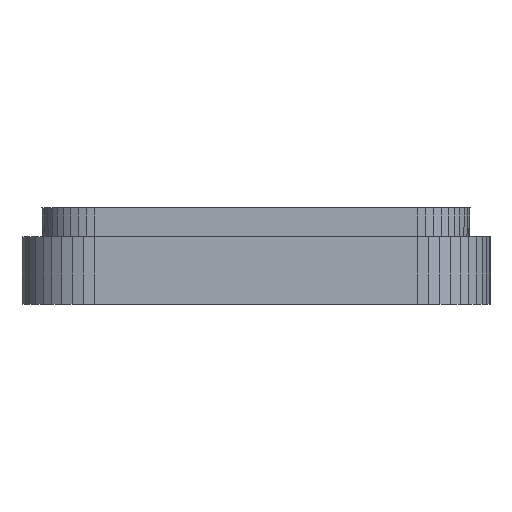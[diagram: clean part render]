
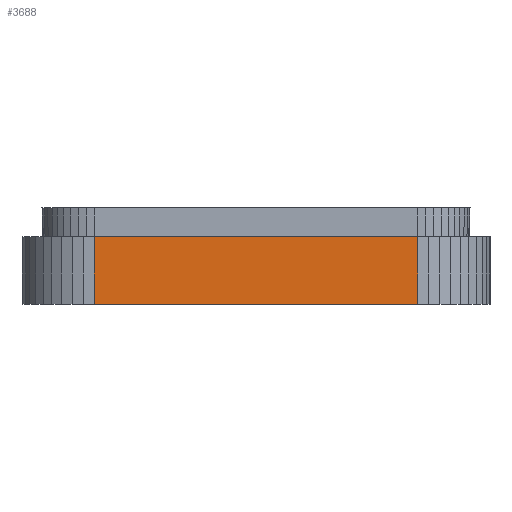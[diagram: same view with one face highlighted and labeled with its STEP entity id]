
A CAD part, left-side view. The second image highlights one B-rep face of the part: STEP entity #3688.
In plain terms, the highlighted planar face has unit normal (-1, 0, 0).
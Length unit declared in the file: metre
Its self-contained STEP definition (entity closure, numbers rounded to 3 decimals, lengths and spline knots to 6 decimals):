
#256=ORIENTED_EDGE('',*,*,#1171,.F.);
#257=ORIENTED_EDGE('',*,*,#1261,.F.);
#258=ORIENTED_EDGE('',*,*,#1262,.T.);
#259=ORIENTED_EDGE('',*,*,#1263,.T.);
#1171=EDGE_CURVE('',#1710,#1711,#2052,.T.);
#1261=EDGE_CURVE('',#1763,#1710,#2142,.T.);
#1262=EDGE_CURVE('',#1763,#1764,#2143,.T.);
#1263=EDGE_CURVE('',#1764,#1711,#2144,.T.);
#1710=VERTEX_POINT('',#5169);
#1711=VERTEX_POINT('',#5171);
#1763=VERTEX_POINT('',#5348);
#1764=VERTEX_POINT('',#5352);
#2052=LINE('',#5170,#2591);
#2142=LINE('',#5349,#2681);
#2143=LINE('',#5351,#2682);
#2144=LINE('',#5353,#2683);
#2591=VECTOR('',#4149,1.);
#2681=VECTOR('',#4311,1.);
#2682=VECTOR('',#4314,1.);
#2683=VECTOR('',#4315,1.);
#3086=EDGE_LOOP('',(#256,#257,#258,#259));
#3287=FACE_BOUND('',#3086,.T.);
#3488=PLANE('',#3901);
#3688=ADVANCED_FACE('',(#3287),#3488,.T.);
#3901=AXIS2_PLACEMENT_3D('',#5350,#4312,#4313);
#4149=DIRECTION('',(0.,-1.,0.));
#4311=DIRECTION('',(0.,0.,1.));
#4312=DIRECTION('',(-1.,0.,0.));
#4313=DIRECTION('',(0.,0.,1.));
#4314=DIRECTION('',(0.,-1.,0.));
#4315=DIRECTION('',(0.,0.,1.));
#5169=CARTESIAN_POINT('',(0.,0.041,0.));
#5170=CARTESIAN_POINT('',(0.,0.02425,0.));
#5171=CARTESIAN_POINT('',(0.,0.0075,0.));
#5348=CARTESIAN_POINT('',(0.,0.041,-0.007));
#5349=CARTESIAN_POINT('',(0.,0.041,-0.007));
#5350=CARTESIAN_POINT('',(0.,0.02425,-0.007));
#5351=CARTESIAN_POINT('',(0.,0.02425,-0.007));
#5352=CARTESIAN_POINT('',(0.,0.0075,-0.007));
#5353=CARTESIAN_POINT('',(0.,0.0075,-0.007));
